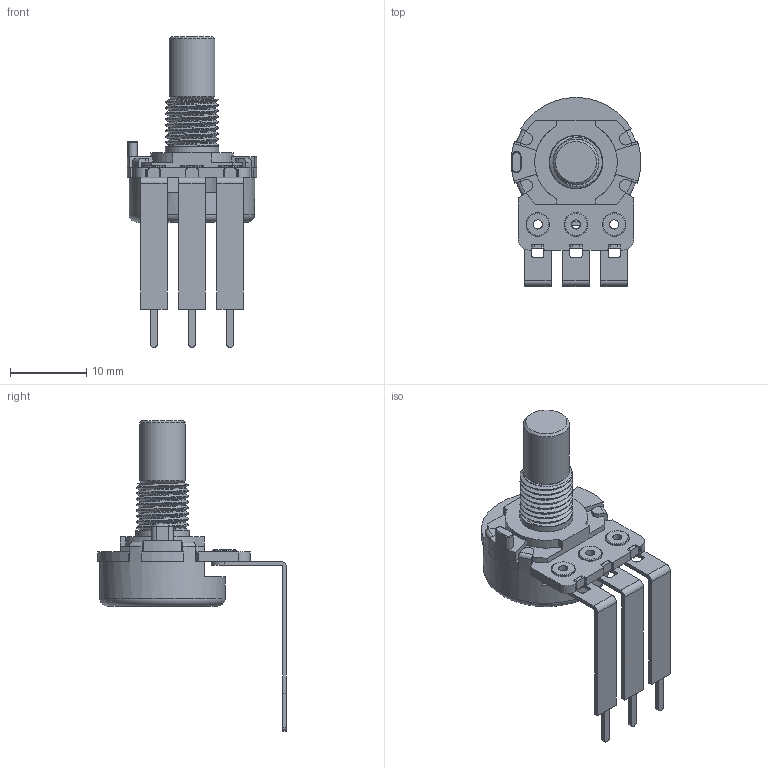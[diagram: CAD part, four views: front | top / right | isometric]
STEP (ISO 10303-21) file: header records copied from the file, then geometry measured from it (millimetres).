
FILE_DESCRIPTION(/* description */ (''),/* implementation_level */ '2;1');
FILE_NAME(/* name */ 'RV16AF-41 v2.step',/* time_stamp */ '2023-11-27T23:47:44-05:00',/* author */ (''),/* organization */ (''),/* preprocessor_version */ 'ST-DEVELOPER v20',/* originating_system */ 'Autodesk Translation Framework v12.14.0.127',/* authorisation */ '');
FILE_SCHEMA (('AUTOMOTIVE_DESIGN { 1 0 10303 214 3 1 1 }'));
Length unit declared in the file: millimetre
Products named in the file (1): RV16AF-41
Bounding box: 17 x 24.75 x 40.7 mm (x, y, z)
Volume: 1455.9 mm3; surface area: 3238.6 mm2
Topology: 9 solids, 9 shells, 593 faces, 1670 edges, 1114 vertices
Faces by surface type: bspline 308, plane 180, cylinder 91, torus 12, cone 2
Full cylindrical faces by diameter (mm): 1.2 x3, 2 x6, 3.1 x3, 6 x1, 6.048 x7, 7 x1, 15.5 x1, 16.5 x1
Entity records: 26894 total; most frequent: CARTESIAN_POINT 13240, ORIENTED_EDGE 3340, DIRECTION 1968, EDGE_CURVE 1670, VERTEX_POINT 1114, LINE 778, VECTOR 778, EDGE_LOOP 634
